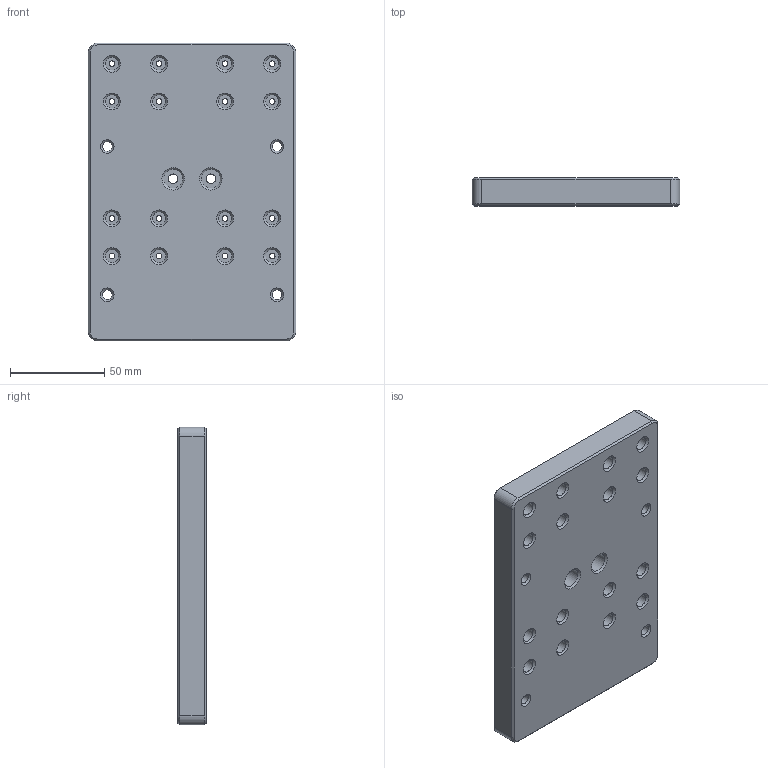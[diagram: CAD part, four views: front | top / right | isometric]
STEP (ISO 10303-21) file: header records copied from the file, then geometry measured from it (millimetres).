
FILE_DESCRIPTION(/* description */ (''),/* implementation_level */ '2;1');
FILE_NAME(/* name */ 'Z-mounting-plate.step',/* time_stamp */ '2023-10-04T21:20:17+02:00',/* author */ (''),/* organization */ (''),/* preprocessor_version */ 'ST-DEVELOPER v20',/* originating_system */ 'Autodesk Translation Framework v12.14.0.127',/* authorisation */ '');
FILE_SCHEMA (('AUTOMOTIVE_DESIGN { 1 0 10303 214 3 1 1 }'));
Length unit declared in the file: millimetre
Products named in the file (1): Z-mounting-plate
Bounding box: 110 x 15 x 158 mm (x, y, z)
Volume: 247914.7 mm3; surface area: 47852.7 mm2
Topology: 1 solids, 1 shells, 128 faces, 265 edges, 157 vertices
Faces by surface type: cone 52, cylinder 44, plane 32
Full cylindrical faces by diameter (mm): 3.01 x16, 5.1 x2, 5.2 x4, 7.01 x16, 10 x2
Entity records: 3506 total; most frequent: DIRECTION 664, CARTESIAN_POINT 551, ORIENTED_EDGE 530, AXIS2_PLACEMENT_3D 270, EDGE_CURVE 265, EDGE_LOOP 190, VERTEX_POINT 157, CIRCLE 141
